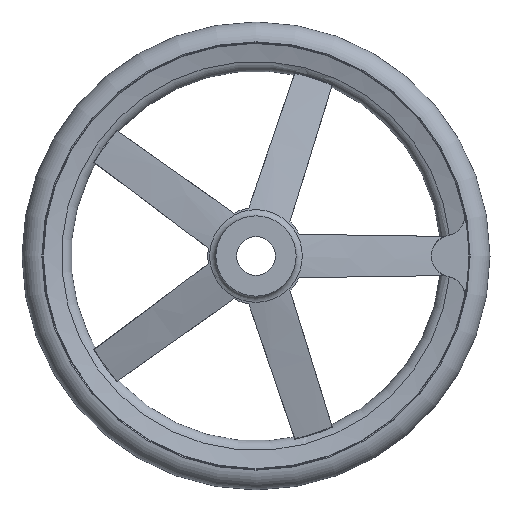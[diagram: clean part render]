
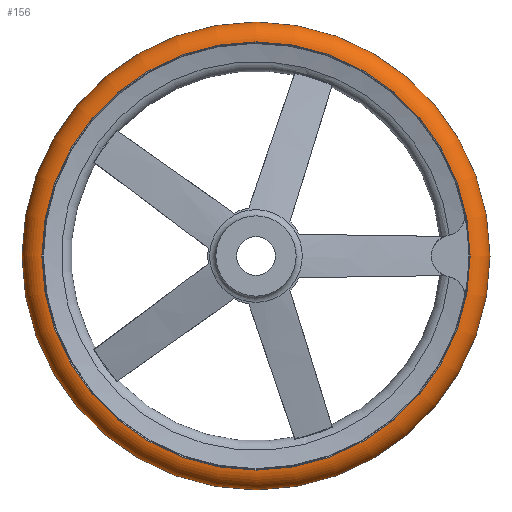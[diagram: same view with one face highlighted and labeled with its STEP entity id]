
A CAD part, front view. The second image highlights one B-rep face of the part: STEP entity #156.
In plain terms, the highlighted toroidal (fillet/blend) face has major radius 143.5 mm and minor radius 14 mm.
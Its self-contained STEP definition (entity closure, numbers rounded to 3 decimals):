
#156 = ADVANCED_FACE( '', ( #343, #344, #345 ), #346, .T. );
#343 = FACE_BOUND( '', #584, .T. );
#344 = FACE_OUTER_BOUND( '', #585, .T. );
#345 = FACE_OUTER_BOUND( '', #586, .T. );
#346 = TOROIDAL_SURFACE( '', #587, 143.5, 14. );
#584 = VERTEX_LOOP( '', #989 );
#585 = EDGE_LOOP( '', ( #990 ) );
#586 = EDGE_LOOP( '', ( #991 ) );
#587 = AXIS2_PLACEMENT_3D( '', #992, #993, #994 );
#989 = VERTEX_POINT( '', #1355 );
#990 = ORIENTED_EDGE( '', *, *, #1342, .T. );
#991 = ORIENTED_EDGE( '', *, *, #1356, .F. );
#992 = CARTESIAN_POINT( '', ( 0., 42., 0. ) );
#993 = DIRECTION( '', ( 0., -1., 0. ) );
#994 = DIRECTION( '', ( 0., 0., -1. ) );
#1342 = EDGE_CURVE( '', #1645, #1645, #1646, .T. );
#1355 = CARTESIAN_POINT( '', ( 0., 42., -157.5 ) );
#1356 = EDGE_CURVE( '', #1662, #1662, #1663, .T. );
#1645 = VERTEX_POINT( '', #2538 );
#1646 = CIRCLE( '', #2539, 144.083 );
#1662 = VERTEX_POINT( '', #2571 );
#1663 = CIRCLE( '', #2572, 144.083 );
#2538 = CARTESIAN_POINT( '', ( 0., 55.988, -144.083 ) );
#2539 = AXIS2_PLACEMENT_3D( '', #2906, #2907, #2908 );
#2571 = CARTESIAN_POINT( '', ( 0., 28.012, -144.083 ) );
#2572 = AXIS2_PLACEMENT_3D( '', #2916, #2917, #2918 );
#2906 = CARTESIAN_POINT( '', ( 0., 55.988, 0. ) );
#2907 = DIRECTION( '', ( 0., -1., 0. ) );
#2908 = DIRECTION( '', ( 0., 0., -1. ) );
#2916 = CARTESIAN_POINT( '', ( 0., 28.012, 0. ) );
#2917 = DIRECTION( '', ( 0., -1., 0. ) );
#2918 = DIRECTION( '', ( 0., 0., -1. ) );
